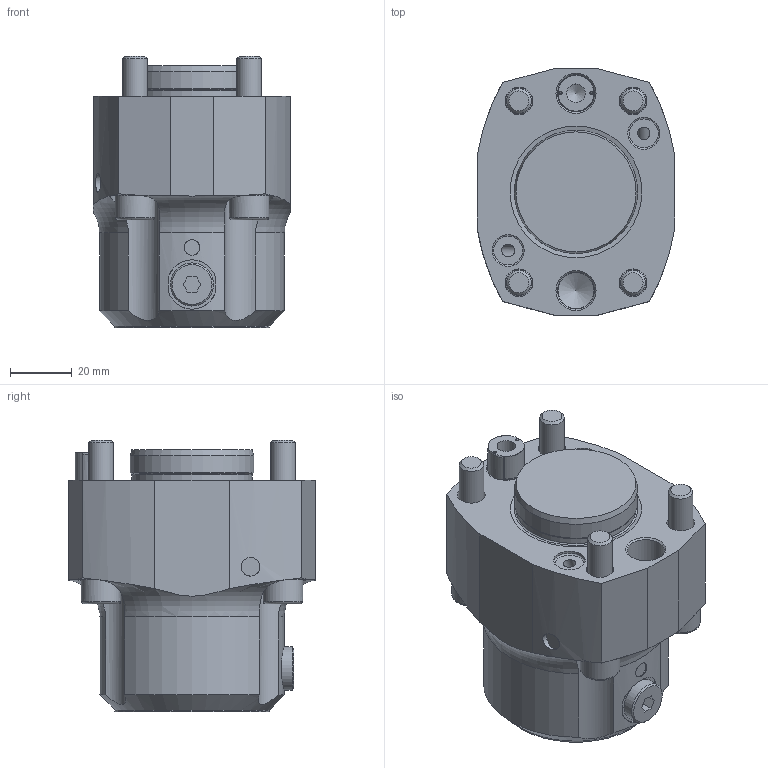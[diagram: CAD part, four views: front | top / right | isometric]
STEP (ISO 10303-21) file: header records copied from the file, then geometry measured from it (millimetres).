
FILE_DESCRIPTION(/* description */ (''),/* implementation_level */ '2;1');
FILE_NAME(/* name */ '1536583036367.stp',/* time_stamp */ '2018-09-10T18:07:36+06:00',/* author */ (''),/* organization */ ('SMS'),/* preprocessor_version */ 'ST-DEVELOPER v15',/* originating_system */ 'SIEMENS PLM Software NX 8.5',/* authorisation */ '');
FILE_SCHEMA (('AUTOMOTIVE_DESIGN { 1 0 10303 214 3 1 1 1 }'));
Length unit declared in the file: millimetre
Products named in the file (1): 201722152mod000_00
Bounding box: 64 x 80 x 88 mm (x, y, z)
Volume: 250176.9 mm3; surface area: 44760.7 mm2
Topology: 1 solids, 4 shells, 243 faces, 575 edges, 359 vertices
Faces by surface type: plane 92, cone 66, cylinder 62, torus 17, bspline 4, extrusion 1, sphere 1
Full cylindrical faces by diameter (mm): 2.987 x1, 3.038 x1, 4 x3, 5 x5, 6 x1, 6.05 x1, 7 x1, 8 x5, 8.7 x2, 9 x4, 10.355 x2, 11.7 x2, 12.009 x2, 12.012 x1, 12.865 x4, 14 x1, 31.639 x1, 39 x1, 40 x1, 50 x1
Entity records: 8389 total; most frequent: CARTESIAN_POINT 3555, DIRECTION 965, ORIENTED_EDGE 868, EDGE_CURVE 434, AXIS2_PLACEMENT_3D 431, EDGE_LOOP 357, VERTEX_POINT 316, ADVANCED_FACE 243
